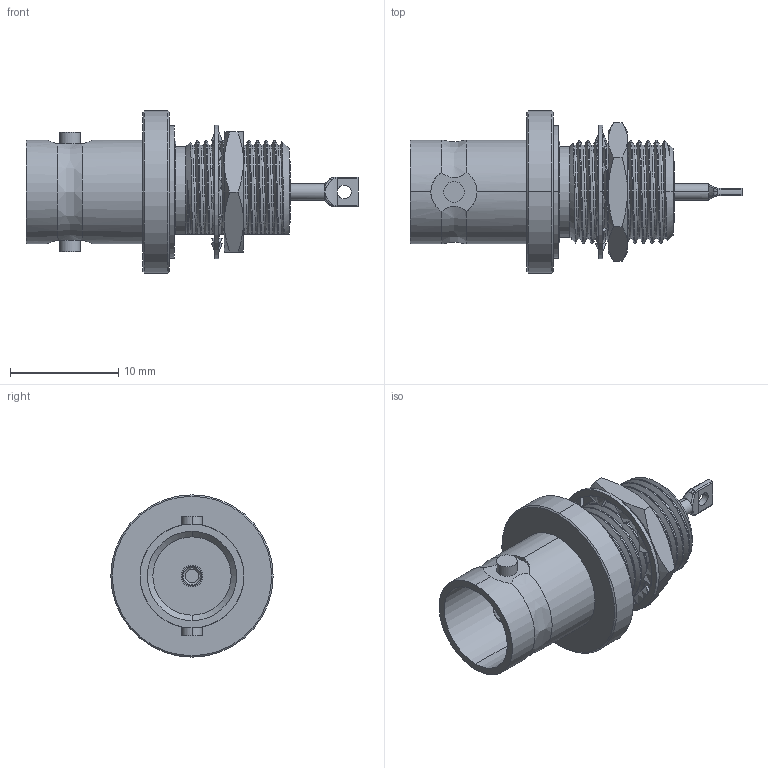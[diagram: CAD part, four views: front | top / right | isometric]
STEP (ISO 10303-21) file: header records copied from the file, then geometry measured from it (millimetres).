
FILE_DESCRIPTION (( 'STEP AP203' ), '1' );
FILE_NAME ('PE4624.step', '2019-05-31T20:41:19', ( '' ), ( '' ), 'SwSTEP 2.0', 'SolidWorks 2018', '' );
FILE_SCHEMA (( 'CONFIG_CONTROL_DESIGN' ));
Length unit declared in the file: inch
Products named in the file (1): PE4624
Bounding box: 30.7 x 15 x 15 mm (x, y, z)
Volume: 1461.9 mm3; surface area: 2128.4 mm2
Topology: 4 solids, 4 shells, 272 faces, 761 edges, 503 vertices
Faces by surface type: bspline 99, cylinder 86, plane 48, cone 36, torus 3
Entity records: 27397 total; most frequent: CARTESIAN_POINT 21259, ORIENTED_EDGE 1514, DIRECTION 958, EDGE_CURVE 757, VERTEX_POINT 503, AXIS2_PLACEMENT_3D 380, EDGE_LOOP 290, ADVANCED_FACE 272
